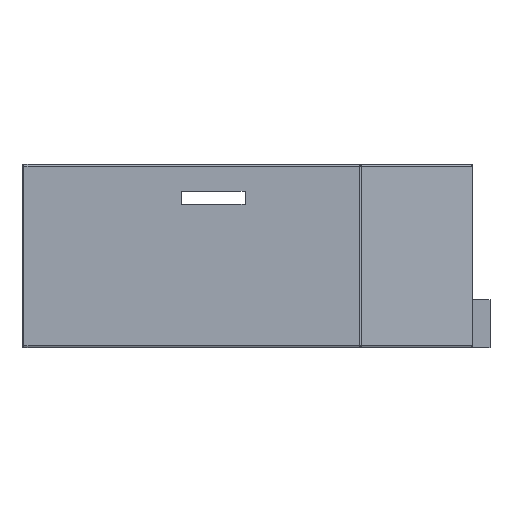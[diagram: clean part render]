
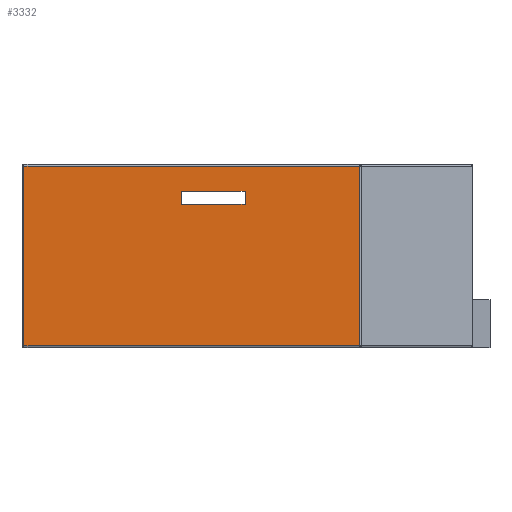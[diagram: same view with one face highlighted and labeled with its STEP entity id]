
A CAD part, left-side view. The second image highlights one B-rep face of the part: STEP entity #3332.
In plain terms, the highlighted planar face has unit normal (-1, 0, 0).
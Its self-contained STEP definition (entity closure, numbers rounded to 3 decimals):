
#62 = VERTEX_POINT ( 'NONE', #2377 ) ;
#94 = DIRECTION ( 'NONE',  ( 0., 1., 0. ) ) ;
#152 = DIRECTION ( 'NONE',  ( 0., 0., -1. ) ) ;
#181 = EDGE_CURVE ( 'NONE', #2115, #524, #1129, .T. ) ;
#312 = DIRECTION ( 'NONE',  ( 0., 1., 0. ) ) ;
#359 = VERTEX_POINT ( 'NONE', #406 ) ;
#362 = LINE ( 'NONE', #1548, #4320 ) ;
#406 = CARTESIAN_POINT ( 'NONE',  ( 0., 115.909, 45.5 ) ) ;
#412 = VERTEX_POINT ( 'NONE', #6107 ) ;
#510 = VECTOR ( 'NONE', #1279, 1000. ) ;
#524 = VERTEX_POINT ( 'NONE', #2617 ) ;
#525 = CARTESIAN_POINT ( 'NONE',  ( 0., 76.409, 36. ) ) ;
#597 = EDGE_LOOP ( 'NONE', ( #6640, #1456, #3443, #4118 ) ) ;
#862 = CARTESIAN_POINT ( 'NONE',  ( 0., 60.409, 36. ) ) ;
#984 = VECTOR ( 'NONE', #312, 1000. ) ;
#1129 = LINE ( 'NONE', #862, #2714 ) ;
#1153 = EDGE_CURVE ( 'NONE', #1839, #359, #5405, .T. ) ;
#1279 = DIRECTION ( 'NONE',  ( 0., 0., 1. ) ) ;
#1386 = CARTESIAN_POINT ( 'NONE',  ( 0., 116.409, 0.5 ) ) ;
#1456 = ORIENTED_EDGE ( 'NONE', *, *, #3949, .T. ) ;
#1548 = CARTESIAN_POINT ( 'NONE',  ( 0., 115.909, 46. ) ) ;
#1839 = VERTEX_POINT ( 'NONE', #5184 ) ;
#1850 = LINE ( 'NONE', #4364, #510 ) ;
#2034 = DIRECTION ( 'NONE',  ( 0., 1., 0. ) ) ;
#2115 = VERTEX_POINT ( 'NONE', #4976 ) ;
#2284 = CARTESIAN_POINT ( 'NONE',  ( 0., 76.409, 39.28 ) ) ;
#2327 = ORIENTED_EDGE ( 'NONE', *, *, #5180, .T. ) ;
#2377 = CARTESIAN_POINT ( 'NONE',  ( 0., 115.909, 0.5 ) ) ;
#2431 = ORIENTED_EDGE ( 'NONE', *, *, #181, .T. ) ;
#2498 = DIRECTION ( 'NONE',  ( 0., -1., 0. ) ) ;
#2617 = CARTESIAN_POINT ( 'NONE',  ( 0., 60.409, 36. ) ) ;
#2714 = VECTOR ( 'NONE', #2841, 1000. ) ;
#2784 = EDGE_CURVE ( 'NONE', #62, #412, #3272, .T. ) ;
#2841 = DIRECTION ( 'NONE',  ( 0., 0., -1. ) ) ;
#2993 = ORIENTED_EDGE ( 'NONE', *, *, #5305, .T. ) ;
#3061 = CARTESIAN_POINT ( 'NONE',  ( 0., 116.409, 46. ) ) ;
#3251 = VERTEX_POINT ( 'NONE', #525 ) ;
#3272 = LINE ( 'NONE', #1386, #6074 ) ;
#3332 = ADVANCED_FACE ( 'NONE', ( #4238, #4174 ), #5632, .F. ) ;
#3443 = ORIENTED_EDGE ( 'NONE', *, *, #1153, .T. ) ;
#3777 = CARTESIAN_POINT ( 'NONE',  ( 0., 60.409, 39.28 ) ) ;
#3912 = EDGE_CURVE ( 'NONE', #359, #62, #362, .T. ) ;
#3931 = EDGE_LOOP ( 'NONE', ( #2431, #4117, #2993, #2327 ) ) ;
#3949 = EDGE_CURVE ( 'NONE', #412, #1839, #5678, .T. ) ;
#3981 = LINE ( 'NONE', #3777, #6304 ) ;
#4117 = ORIENTED_EDGE ( 'NONE', *, *, #5817, .T. ) ;
#4118 = ORIENTED_EDGE ( 'NONE', *, *, #3912, .T. ) ;
#4172 = AXIS2_PLACEMENT_3D ( 'NONE', #3061, #6183, #94 ) ;
#4174 = FACE_OUTER_BOUND ( 'NONE', #597, .T. ) ;
#4219 = LINE ( 'NONE', #4844, #984 ) ;
#4238 = FACE_BOUND ( 'NONE', #3931, .T. ) ;
#4320 = VECTOR ( 'NONE', #152, 1000. ) ;
#4364 = CARTESIAN_POINT ( 'NONE',  ( 0., 76.409, 36. ) ) ;
#4747 = DIRECTION ( 'NONE',  ( 0., -1., 0. ) ) ;
#4844 = CARTESIAN_POINT ( 'NONE',  ( 0., 60.409, 36. ) ) ;
#4976 = CARTESIAN_POINT ( 'NONE',  ( 0., 60.409, 39.28 ) ) ;
#5180 = EDGE_CURVE ( 'NONE', #5218, #2115, #3981, .T. ) ;
#5184 = CARTESIAN_POINT ( 'NONE',  ( 0., 31.599, 45.5 ) ) ;
#5218 = VERTEX_POINT ( 'NONE', #2284 ) ;
#5305 = EDGE_CURVE ( 'NONE', #3251, #5218, #1850, .T. ) ;
#5405 = LINE ( 'NONE', #6091, #6585 ) ;
#5632 = PLANE ( 'NONE',  #4172 ) ;
#5678 = LINE ( 'NONE', #6191, #6630 ) ;
#5679 = DIRECTION ( 'NONE',  ( 0., 0., 1. ) ) ;
#5817 = EDGE_CURVE ( 'NONE', #524, #3251, #4219, .T. ) ;
#6074 = VECTOR ( 'NONE', #2498, 1000. ) ;
#6091 = CARTESIAN_POINT ( 'NONE',  ( 0., 116.409, 45.5 ) ) ;
#6107 = CARTESIAN_POINT ( 'NONE',  ( 0., 31.599, 0.5 ) ) ;
#6183 = DIRECTION ( 'NONE',  ( 1., 0., 0. ) ) ;
#6191 = CARTESIAN_POINT ( 'NONE',  ( 0., 31.599, 46. ) ) ;
#6304 = VECTOR ( 'NONE', #4747, 1000. ) ;
#6585 = VECTOR ( 'NONE', #2034, 1000. ) ;
#6630 = VECTOR ( 'NONE', #5679, 1000. ) ;
#6640 = ORIENTED_EDGE ( 'NONE', *, *, #2784, .T. ) ;
